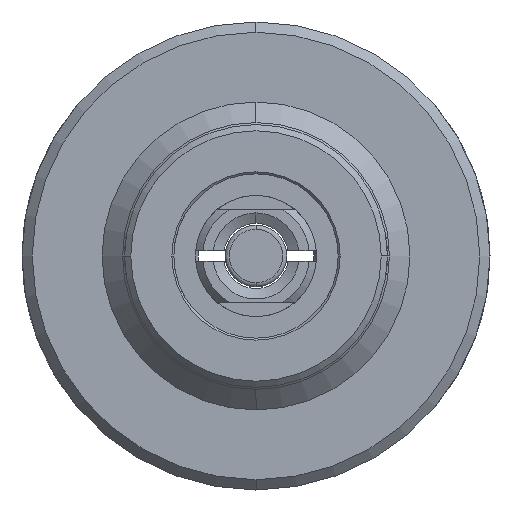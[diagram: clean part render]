
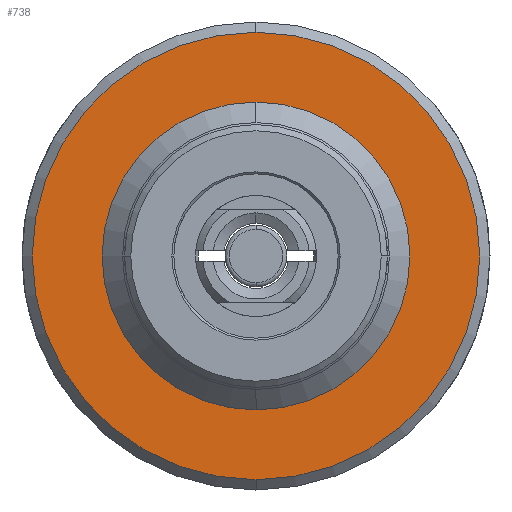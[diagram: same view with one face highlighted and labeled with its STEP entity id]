
A CAD part, left-side view. The second image highlights one B-rep face of the part: STEP entity #738.
In plain terms, the highlighted planar face has unit normal (-1, 0, 0).
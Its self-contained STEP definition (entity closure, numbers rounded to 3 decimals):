
#220 = CARTESIAN_POINT ( 'NONE',  ( 33.8, 0., 0. ) ) ;
#243 = DIRECTION ( 'NONE',  ( 0., 0., -1. ) ) ;
#543 = DIRECTION ( 'NONE',  ( 0., 0., -1. ) ) ;
#692 = EDGE_LOOP ( 'NONE', ( #1002, #4059 ) ) ;
#738 = ADVANCED_FACE ( 'NONE', ( #3293, #1531 ), #1503, .T. ) ;
#887 = DIRECTION ( 'NONE',  ( 0., -1., 0. ) ) ;
#1002 = ORIENTED_EDGE ( 'NONE', *, *, #1618, .F. ) ;
#1016 = VERTEX_POINT ( 'NONE', #1905 ) ;
#1081 = ORIENTED_EDGE ( 'NONE', *, *, #3462, .T. ) ;
#1171 = AXIS2_PLACEMENT_3D ( 'NONE', #2188, #2842, #887 ) ;
#1191 = AXIS2_PLACEMENT_3D ( 'NONE', #220, #2481, #543 ) ;
#1229 = CIRCLE ( 'NONE', #3576, 7.5 ) ;
#1248 = CIRCLE ( 'NONE', #2951, 7.5 ) ;
#1267 = CARTESIAN_POINT ( 'NONE',  ( 33.8, 0., 10.9 ) ) ;
#1399 = CARTESIAN_POINT ( 'NONE',  ( 33.8, 0., -7.5 ) ) ;
#1503 = PLANE ( 'NONE',  #1171 ) ;
#1531 = FACE_BOUND ( 'NONE', #2461, .T. ) ;
#1589 = DIRECTION ( 'NONE',  ( 1., 0., 0. ) ) ;
#1618 = EDGE_CURVE ( 'NONE', #1016, #2175, #3154, .T. ) ;
#1627 = CARTESIAN_POINT ( 'NONE',  ( 33.8, 0., 0. ) ) ;
#1905 = CARTESIAN_POINT ( 'NONE',  ( 33.8, 0., -10.9 ) ) ;
#1957 = DIRECTION ( 'NONE',  ( 0., 0., -1. ) ) ;
#2175 = VERTEX_POINT ( 'NONE', #1267 ) ;
#2188 = CARTESIAN_POINT ( 'NONE',  ( 33.8, 6.5, 0. ) ) ;
#2192 = DIRECTION ( 'NONE',  ( 1., 0., 0. ) ) ;
#2345 = ORIENTED_EDGE ( 'NONE', *, *, #3039, .T. ) ;
#2401 = VERTEX_POINT ( 'NONE', #1399 ) ;
#2461 = EDGE_LOOP ( 'NONE', ( #2345, #1081 ) ) ;
#2478 = CARTESIAN_POINT ( 'NONE',  ( 33.8, 0., 7.5 ) ) ;
#2481 = DIRECTION ( 'NONE',  ( 1., 0., 0. ) ) ;
#2841 = EDGE_CURVE ( 'NONE', #2175, #1016, #3503, .T. ) ;
#2842 = DIRECTION ( 'NONE',  ( -1., 0., 0. ) ) ;
#2951 = AXIS2_PLACEMENT_3D ( 'NONE', #4139, #2192, #243 ) ;
#3039 = EDGE_CURVE ( 'NONE', #2401, #4173, #1229, .T. ) ;
#3154 = CIRCLE ( 'NONE', #3819, 10.9 ) ;
#3293 = FACE_OUTER_BOUND ( 'NONE', #692, .T. ) ;
#3462 = EDGE_CURVE ( 'NONE', #4173, #2401, #1248, .T. ) ;
#3503 = CIRCLE ( 'NONE', #1191, 10.9 ) ;
#3576 = AXIS2_PLACEMENT_3D ( 'NONE', #1627, #3938, #1957 ) ;
#3577 = CARTESIAN_POINT ( 'NONE',  ( 33.8, 0., 0. ) ) ;
#3819 = AXIS2_PLACEMENT_3D ( 'NONE', #3577, #1589, #3907 ) ;
#3907 = DIRECTION ( 'NONE',  ( 0., 0., -1. ) ) ;
#3938 = DIRECTION ( 'NONE',  ( 1., 0., 0. ) ) ;
#4059 = ORIENTED_EDGE ( 'NONE', *, *, #2841, .F. ) ;
#4139 = CARTESIAN_POINT ( 'NONE',  ( 33.8, 0., 0. ) ) ;
#4173 = VERTEX_POINT ( 'NONE', #2478 ) ;
